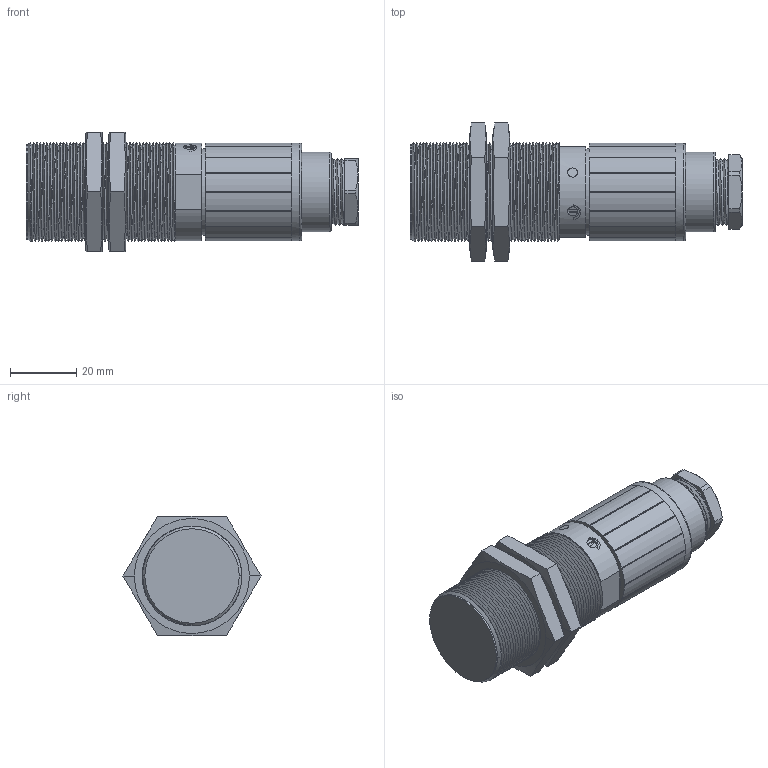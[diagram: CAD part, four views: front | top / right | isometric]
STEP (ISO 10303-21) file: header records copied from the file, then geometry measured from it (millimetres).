
FILE_DESCRIPTION(/* description */ (''),/* implementation_level */ '2;1');
FILE_NAME(/* name */ 'XT230A~3',/* time_stamp */ '2022-06-14T16:07:49+08:00',/* author */ (''),/* organization */ (''),/* preprocessor_version */ 'ST-DEVELOPER v16.5',/* originating_system */ '',/* authorisation */ '');
FILE_SCHEMA (('AUTOMOTIVE_DESIGN_CC2'));
Length unit declared in the file: millimetre
Products named in the file (1): Document
Bounding box: 100 x 41.57 x 36 mm (x, y, z)
Volume: 36686.1 mm3; surface area: 21734.7 mm2
Topology: 6 solids, 98 shells, 198 faces, 689 edges, 593 vertices
Faces by surface type: plane 116, bspline 48, cylinder 34
Full cylindrical faces by diameter (mm): 3 x3, 14 x1, 21 x1, 24 x1, 26 x1, 29.5 x1, 30 x2
Entity records: 19311 total; most frequent: CARTESIAN_POINT 15119, ORIENTED_EDGE 934, EDGE_CURVE 689, VERTEX_POINT 593, B_SPLINE_CURVE_WITH_KNOTS 507, EDGE_LOOP 212, ADVANCED_FACE 198, FACE_OUTER_BOUND 198
